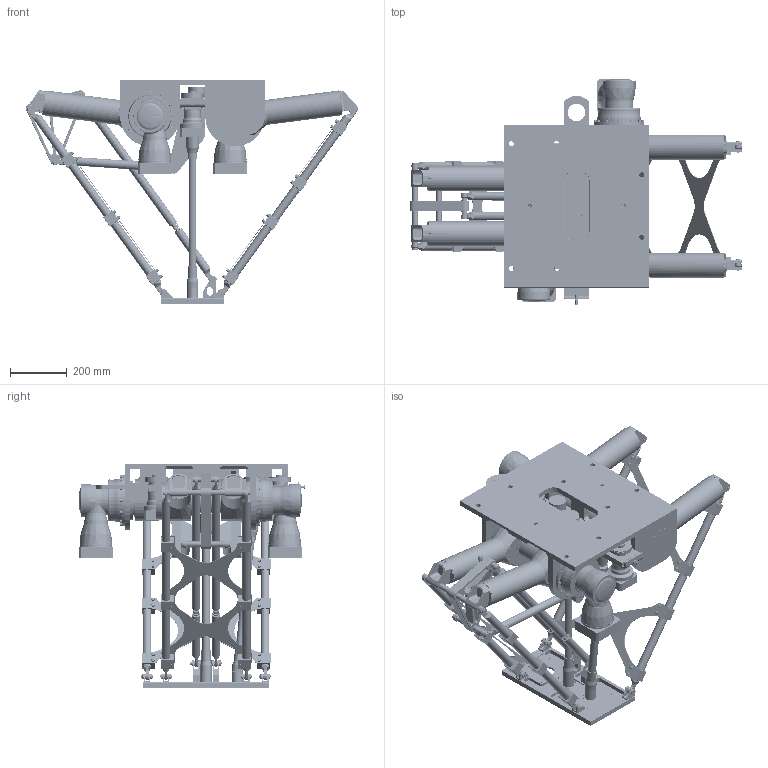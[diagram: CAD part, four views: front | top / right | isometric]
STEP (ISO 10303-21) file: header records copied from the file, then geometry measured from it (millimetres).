
FILE_DESCRIPTION(/* description */ ('Norm.iam Teamplte'),/* implementation_level */ '2;1');
FILE_NAME(/* name */ '3D-model_A_00095.01-T2.stp',/* time_stamp */ '2022-02-25T15:40:35+01:00',/* author */ ('michael.schutter'),/* organization */ (''),/* preprocessor_version */ 'ST-DEVELOPER v16.5',/* originating_system */ 'Autodesk Inventor 2017',/* authorisation */ '');
FILE_SCHEMA (('AUTOMOTIVE_DESIGN { 1 0 10303 214 3 1 1 }'));
Products named in the file (16): A_00095.01-T2_DUMMY DuoPod Robotermechanik RV2-T2-900-40kg; MT_BGR00103109 Dummy Roboterkopf; MT_WST00106101; MT_WST00055547MT_WST; MT_WST00069708 Dummy Oberarm; MT_WST00069709MT_WST; MT_WST00069710MT_WST; MT_WST00069711MT_WST; MT_WST00069713MT_WST; MT_WST00101342 Dummy Unterarm; MT_WST00101343 Dummy Unterarm; MT_WST00110771 Dummy Werkzeugträger; MT_WST00069716MT_WST; MT_WST00069715MT_WST; MT_WST00069718MT_WST; MT_WST00069719MT_WST
Assembly tree (22 placements, depth 3):
  A_00095.01-T2_DUMMY DuoPod Robotermechanik RV2-T2-900-40kg
    MT_BGR00103109 Dummy Roboterkopf
      MT_WST00106101
      MT_WST00055547MT_WST  x2
    MT_WST00069708 Dummy Oberarm
    MT_WST00069709MT_WST
    MT_WST00069710MT_WST
    MT_WST00069711MT_WST  x2
    MT_WST00069713MT_WST  x2
    MT_WST00101342 Dummy Unterarm
    MT_WST00101343 Dummy Unterarm
    MT_WST00069715MT_WST  x2
    MT_WST00069718MT_WST  x2
    MT_WST00069719MT_WST  x2
    MT_WST00110771 Dummy Werkzeugträger
    MT_WST00069716MT_WST  x2
Bounding box: 1169.53 x 797.2 x 792 mm (x, y, z)
Volume: 46506248.7 mm3; surface area: 4259730.7 mm2
Topology: 21 solids, 54 shells, 4195 faces, 9860 edges, 6194 vertices
Faces by surface type: plane 2119, cylinder 1017, bspline 460, cone 441, torus 120, sphere 38
Full cylindrical faces by diameter (mm): 3.242 x6, 3.459 x6, 4.1 x8, 4.134 x2, 4.917 x50, 5.3 x2, 5.9 x6, 6 x6, 6.647 x32, 6.917 x8, 7 x2, 8 x36, 8.5 x8, 9 x8, 10 x28, 11 x4, 12 x13, 15 x2, 16 x6, 17.5 x8, 18 x16, 19 x4, 20 x28, 21 x2, 22 x2, 24 x2, 25 x2, 28 x4, 29.8 x14, 30 x31
Entity records: 145559 total; most frequent: CARTESIAN_POINT 61239, DIRECTION 16547, ORIENTED_EDGE 16068, EDGE_CURVE 8034, AXIS2_PLACEMENT_3D 5966, VERTEX_POINT 5353, EDGE_LOOP 4775, LINE 4615
